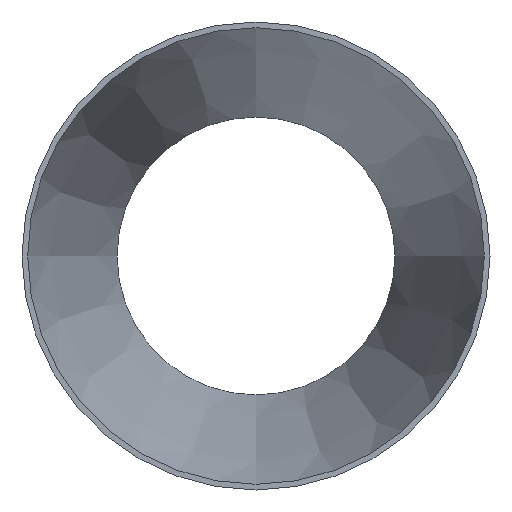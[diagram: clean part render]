
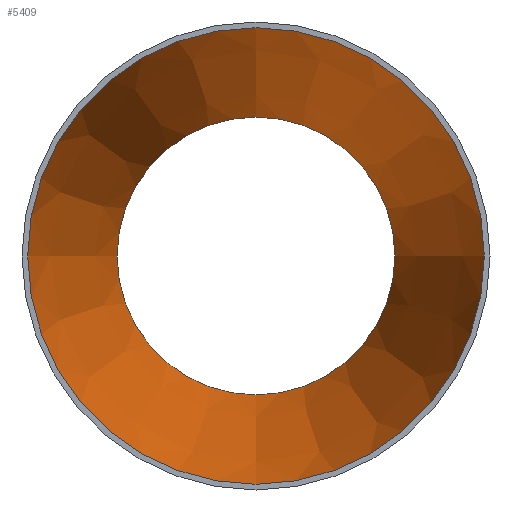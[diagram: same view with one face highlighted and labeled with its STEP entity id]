
A CAD part, front view. The second image highlights one B-rep face of the part: STEP entity #5409.
In plain terms, the highlighted conical face has half-angle 12.933 degrees and reference radius 82.098 mm.
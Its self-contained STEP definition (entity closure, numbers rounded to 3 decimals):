
#395 = EDGE_LOOP ( 'NONE', ( #2139 ) ) ;
#1259 = DIRECTION ( 'NONE',  ( 0., 0., -1. ) ) ;
#1550 = CARTESIAN_POINT ( 'NONE',  ( 0., 140., 0. ) ) ;
#2139 = ORIENTED_EDGE ( 'NONE', *, *, #8774, .F. ) ;
#2870 = ORIENTED_EDGE ( 'NONE', *, *, #28362, .T. ) ;
#3837 = DIRECTION ( 'NONE',  ( 0., -1., 0. ) ) ;
#3906 = FACE_BOUND ( 'NONE', #395, .T. ) ;
#3973 = CONICAL_SURFACE ( 'NONE', #20397, 82.098, 0.226 ) ;
#5052 = CARTESIAN_POINT ( 'NONE',  ( 0., 0., 0. ) ) ;
#5409 = ADVANCED_FACE ( 'NONE', ( #3906, #20674 ), #3973, .F. ) ;
#6776 = DIRECTION ( 'NONE',  ( 0., 0., -1. ) ) ;
#8471 = CARTESIAN_POINT ( 'NONE',  ( 0., 0., 0. ) ) ;
#8774 = EDGE_CURVE ( 'NONE', #9045, #9045, #27696, .T. ) ;
#9045 = VERTEX_POINT ( 'NONE', #17802 ) ;
#10442 = EDGE_LOOP ( 'NONE', ( #2870 ) ) ;
#14005 = DIRECTION ( 'NONE',  ( 0., 0., -1. ) ) ;
#17802 = CARTESIAN_POINT ( 'NONE',  ( 0., 140., -49.948 ) ) ;
#20097 = DIRECTION ( 'NONE',  ( 0., -1., 0. ) ) ;
#20397 = AXIS2_PLACEMENT_3D ( 'NONE', #8471, #20097, #6776 ) ;
#20674 = FACE_OUTER_BOUND ( 'NONE', #10442, .T. ) ;
#20922 = AXIS2_PLACEMENT_3D ( 'NONE', #1550, #3837, #1259 ) ;
#24461 = AXIS2_PLACEMENT_3D ( 'NONE', #5052, #27447, #14005 ) ;
#24933 = CIRCLE ( 'NONE', #24461, 82.098 ) ;
#25052 = VERTEX_POINT ( 'NONE', #25197 ) ;
#25197 = CARTESIAN_POINT ( 'NONE',  ( 0., 0., -82.098 ) ) ;
#27447 = DIRECTION ( 'NONE',  ( 0., -1., 0. ) ) ;
#27696 = CIRCLE ( 'NONE', #20922, 49.948 ) ;
#28362 = EDGE_CURVE ( 'NONE', #25052, #25052, #24933, .T. ) ;
